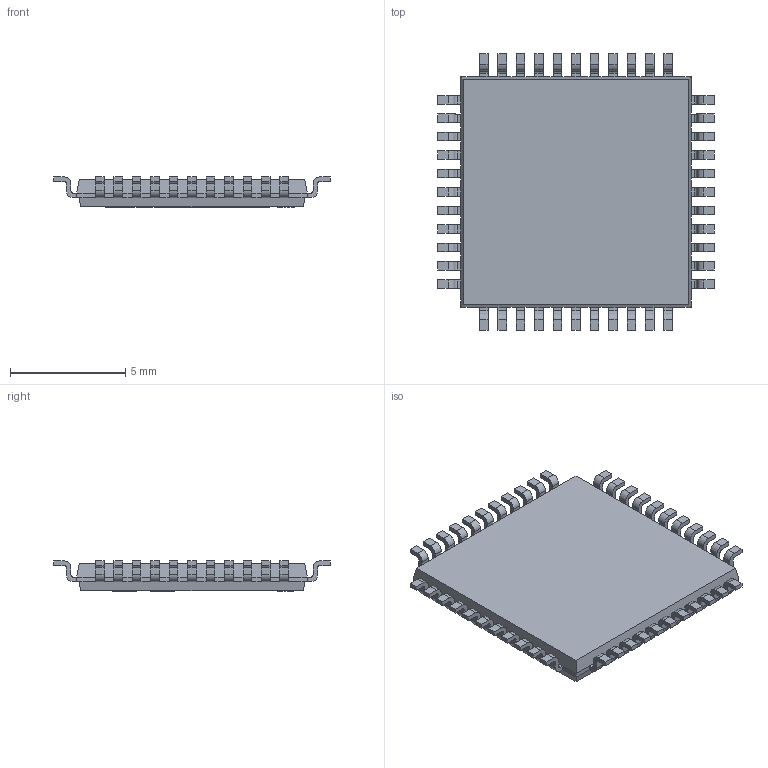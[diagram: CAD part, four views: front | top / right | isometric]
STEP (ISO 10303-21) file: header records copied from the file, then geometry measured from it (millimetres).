
FILE_DESCRIPTION(/* description */ ('MICROCONTROLADOR PROGRAMADO PARA CAJA UNIVERSAL'),/* implementation_level */ '2;1');
FILE_NAME(/* name */ 'PIC16F18875.stp',/* time_stamp */ '2020-11-03T11:02:15-03:00',/* author */ ('laguerre'),/* organization */ (''),/* preprocessor_version */ 'ST-DEVELOPER v17',/* originating_system */ 'Autodesk Inventor 2018',/* authorisation */ '');
FILE_SCHEMA (('AUTOMOTIVE_DESIGN { 1 0 10303 214 3 1 1 }'));
Length unit declared in the file: millimetre
Products named in the file (1): 4A-0363.36.P
Bounding box: 12 x 12 x 1.31 mm (x, y, z)
Volume: 121.6 mm3; surface area: 318.4 mm2
Topology: 1 solids, 1 shells, 873 faces, 2440 edges, 1596 vertices
Faces by surface type: plane 563, cylinder 177, bspline 133
Full cylindrical faces by diameter (mm): 0.721 x1
Entity records: 29469 total; most frequent: CARTESIAN_POINT 7039, ORIENTED_EDGE 4880, DIRECTION 4010, EDGE_CURVE 2440, LINE 1820, VECTOR 1820, VERTEX_POINT 1596, AXIS2_PLACEMENT_3D 1095
